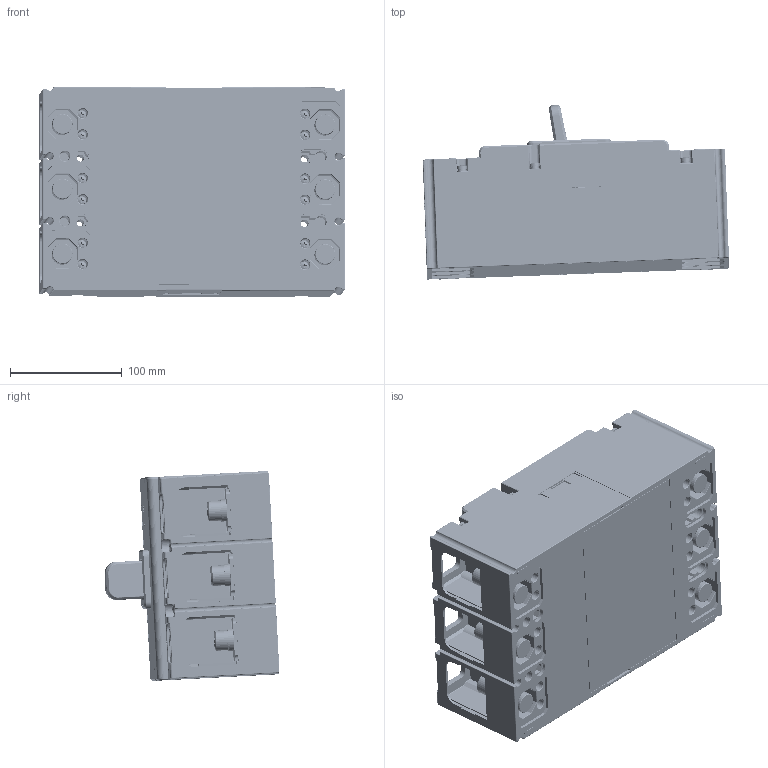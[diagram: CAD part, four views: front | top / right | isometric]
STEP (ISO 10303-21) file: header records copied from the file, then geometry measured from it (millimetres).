
FILE_DESCRIPTION((''),'2;1');
FILE_NAME('DZ20-630_ASM','2023-11-07T',('xianrao.mao'),(''),'PRO/ENGINEER BY PARAMETRIC TECHNOLOGY CORPORATION, 2015440','PRO/ENGINEER BY PARAMETRIC TECHNOLOGY CORPORATION, 2015440','');
FILE_SCHEMA(('CONFIG_CONTROL_DESIGN'));
Products named in the file (49): JZ_5024051200_49_1; GB_T809-M5X16_6_1; 5024051200_ASM_1_ASM_1_ASM; 8315115100_9_1; 8253081900_4_1; 8282201200_AF0_1_1; 5315066800_ASM_3_ASM_1_ASM; 8940200100_1_1; 5551128500_ASM_21_ASM_1; 8505031600_1_ASM_1; 8421017000_2_ASM_1; MANIFOLD_SOLID_BREP_250085_1; MANIFOLD_SOLID_BREP_250226_1; 8420030800_8_ASM_1_ASM; 5551128700_ASM_22_ASM_1_ASM; 8742124000_1_1; 7010100507J_GB_T823_M4X12_1_1; 7090300401K_GB_T93_4_1_1; 7090200011_GB_T97_4_4_S_1_1; 5850007600_ASM_1_ASM_1_ASM; 7030100031_GB_T9074_4-M5X8_1_1; 5850007500_ASM_1_ASM_1; 7030100002_GB_T9074_4_M5X45_R_1; 8551044800_5_1; 5551128400_ASM_3_ASM_1_ASM; 8742123800_1_1; 8742124100_1_1; 8742123900_1_1; 5203007400_ASM_3_ASM_1; 5257006400_ASM_1_ASM_1; 5231016000_ASM_1_ASM_1; 5233014400_ASM_1_ASM_1; 8205068100_1_1; 5295016000_ASM_2_ASM_1_ASM; 8253057400_1_1; 8865077500_AF0_1_1; 8865077600_AF0_1_1; 5253021200_ASM_4_ASM_1_ASM; GB_T823-M5X35_1_1; 7090300501K_GB_T93_5_1_1 ...
Assembly tree (102 placements, depth 6):
  DZ20-630_ASM
    DZ20-630_ASM_1_ASM
      2253055900_ASM_6_ASM_1_ASM
        5024051200_ASM_1_ASM_1_ASM
          JZ_5024051200_49_1
          GB_T809-M5X16_6_1  x8
        5315066800_ASM_3_ASM_1_ASM
          8315115100_9_1
          8253081900_4_1
          8282201200_AF0_1_1
        8940200100_1_1  x6
        5551128700_ASM_22_ASM_1_ASM  x3
          5551128500_ASM_21_ASM_1
          8505031600_1_ASM_1
          8421017000_2_ASM_1
          8420030800_8_ASM_1_ASM
            MANIFOLD_SOLID_BREP_250085_1
            MANIFOLD_SOLID_BREP_250226_1
        8742124000_1_1  x3
        5850007600_ASM_1_ASM_1_ASM  x12
          7010100507J_GB_T823_M4X12_1_1
          7090300401K_GB_T93_4_1_1
          7090200011_GB_T97_4_4_S_1_1
        7030100031_GB_T9074_4-M5X8_1_1  x3
        5850007500_ASM_1_ASM_1  x3
        7030100002_GB_T9074_4_M5X45_R_1  x4
        5551128400_ASM_3_ASM_1_ASM  x3
          8551044800_5_1
        8742123800_1_1
        8742124100_1_1  x3
        8742123900_1_1  x3
        5203007400_ASM_3_ASM_1
        5295016000_ASM_2_ASM_1_ASM
          5257006400_ASM_1_ASM_1
          5231016000_ASM_1_ASM_1
          5233014400_ASM_1_ASM_1
          8205068100_1_1  x2
        5253021200_ASM_4_ASM_1_ASM
          8253057400_1_1
          8865077500_AF0_1_1
          8865077600_AF0_1_1
        5850007400_ASM_1_ASM_1_ASM  x8
          GB_T823-M5X35_1_1
          7090300501K_GB_T93_5_1_1
          GB_T97_4_5_1_1
        5850002500_ASM_1_ASM_1_ASM  x6
          GB_T70_1-M12X30_1_1
          GB_T9074_26-12_1_1
          GB_T97_4_12_1_1
Bounding box: 273.32 x 156.36 x 187.76 mm (x, y, z)
Volume: 4413989.7 mm3; surface area: 635373.7 mm2
Topology: 127 solids, 194 shells, 5592 faces, 14395 edges, 9237 vertices
Faces by surface type: plane 2854, cylinder 1682, torus 337, extrusion 287, cone 257, sphere 95, bspline 80
Entity records: 133960 total; most frequent: CARTESIAN_POINT 35276, ORIENTED_EDGE 20570, DIRECTION 19975, EDGE_CURVE 10311, VECTOR 6699, VERTEX_POINT 6659, AXIS2_PLACEMENT_3D 6638, LINE 6412
